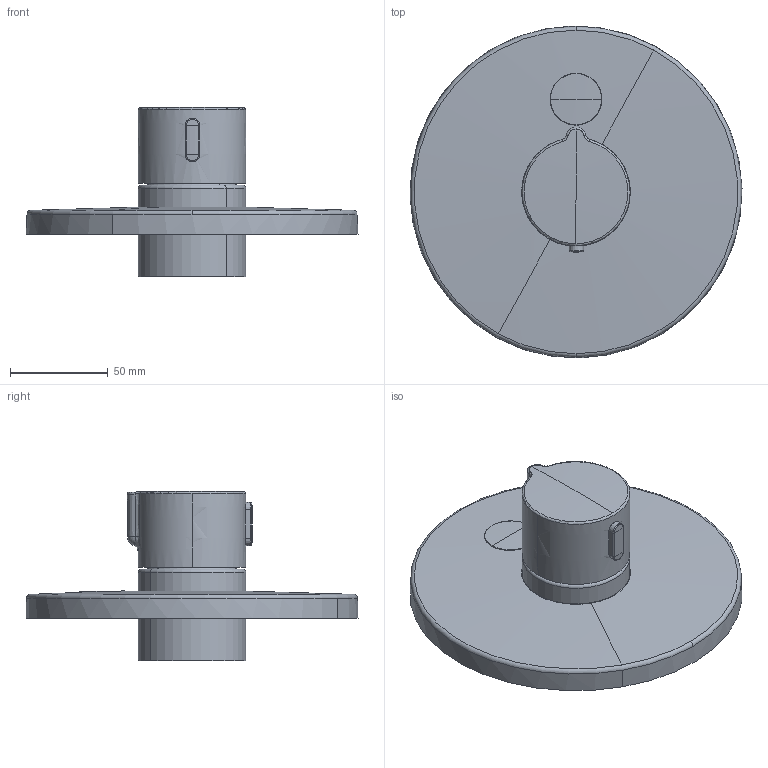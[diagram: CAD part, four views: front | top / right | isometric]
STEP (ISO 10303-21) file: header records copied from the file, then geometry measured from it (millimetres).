
FILE_DESCRIPTION (( 'STEP AP203' ), '1' );
FILE_NAME ('6626C(2017)+80909001.STEP', '2017-08-17T06:33:01', ( '' ), ( '' ), 'SwSTEP 2.0', 'SolidWorks 2016', '' );
FILE_SCHEMA (( 'CONFIG_CONTROL_DESIGN' ));
Length unit declared in the file: millimetre
Products named in the file (1): 6626C(2017)+80909001
Bounding box: 169.98 x 169.98 x 86.94 mm (x, y, z)
Surface area: 65760.3 mm2 (no closed solid volume)
Topology: 0 solids, 2 shells, 53 faces, 135 edges, 91 vertices
Faces by surface type: torus 16, sphere 8, plane 8, cylinder 8, cone 7, bspline 6
Entity records: 2132 total; most frequent: CARTESIAN_POINT 833, ORIENTED_EDGE 265, DIRECTION 251, EDGE_CURVE 135, AXIS2_PLACEMENT_3D 117, VERTEX_POINT 91, CIRCLE 69, EDGE_LOOP 59
